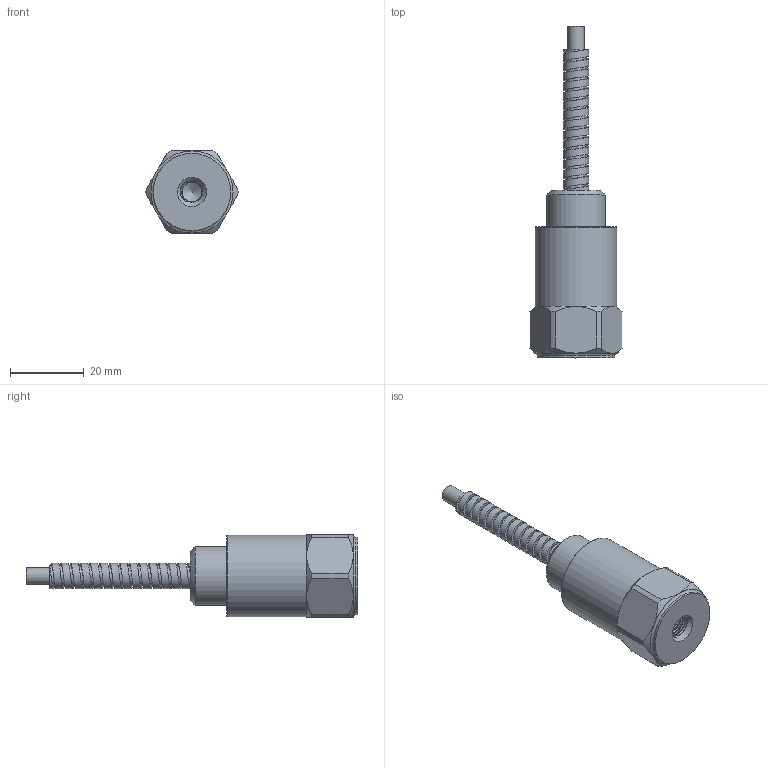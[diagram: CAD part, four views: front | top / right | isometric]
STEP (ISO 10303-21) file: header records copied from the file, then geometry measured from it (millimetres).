
FILE_DESCRIPTION(/* description */ (''),/* implementation_level */ '2;1');
FILE_NAME(/* name */ 'MASTER_STANDARD_TOP_EXIT_ARMOR_STANDARD.stp',/* time_stamp */ '2017-04-25T17:04:04-04:00',/* author */ ('aneininger'),/* organization */ ('CONNECTION TECHNOLOGY CENTER'),/* preprocessor_version */ 'ST-DEVELOPER v16.5',/* originating_system */ 'Autodesk Inventor 2017',/* authorisation */ '');
FILE_SCHEMA (('AUTOMOTIVE_DESIGN { 1 0 10303 214 3 1 1 }'));
Length unit declared in the file: inch
Products named in the file (1): MASTER_STANDARD_TOP_EXIT_ARMOR_STANDARD
Bounding box: 24.89 x 89.79 x 22.23 mm (x, y, z)
Volume: 16342.4 mm3; surface area: 7062.9 mm2
Topology: 1 solids, 1 shells, 306 faces, 710 edges, 460 vertices
Faces by surface type: plane 138, cylinder 114, bspline 32, cone 17, torus 5
Full cylindrical faces by diameter (mm): 0.127 x19, 0.203 x32, 1.27 x1, 1.587 x2, 4.496 x13, 11.43 x1, 15.875 x1, 20.955 x1, 22.047 x1
Entity records: 14068 total; most frequent: CARTESIAN_POINT 7631, DIRECTION 1280, ORIENTED_EDGE 1174, EDGE_CURVE 587, AXIS2_PLACEMENT_3D 536, EDGE_LOOP 429, VERTEX_POINT 422, FACE_OUTER_BOUND 293
